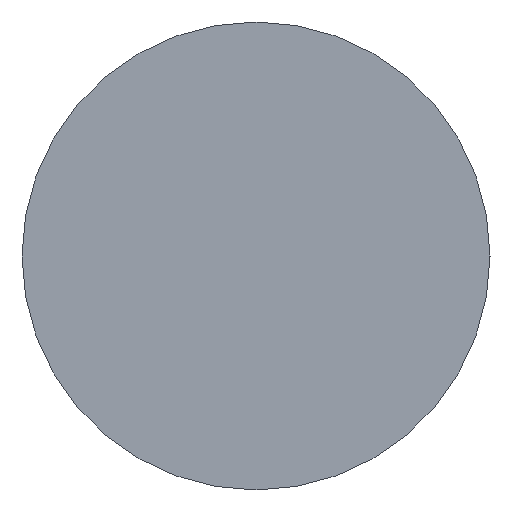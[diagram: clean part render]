
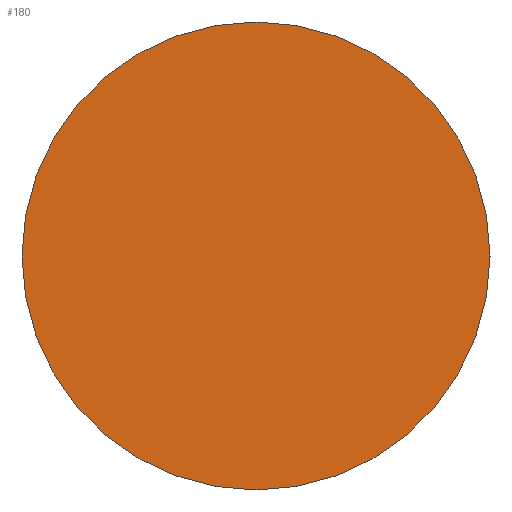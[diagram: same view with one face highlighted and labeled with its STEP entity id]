
A CAD part, left-side view. The second image highlights one B-rep face of the part: STEP entity #180.
In plain terms, the highlighted planar face has unit normal (-1, 0, 0).
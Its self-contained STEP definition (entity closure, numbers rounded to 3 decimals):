
#18 = CARTESIAN_POINT ( 'NONE',  ( 0., 0., 0. ) ) ;
#29 = CARTESIAN_POINT ( 'NONE',  ( 0., 0., 0. ) ) ;
#47 = CARTESIAN_POINT ( 'NONE',  ( 0., 0., 0. ) ) ;
#55 = CIRCLE ( 'NONE', #257, 15. ) ;
#77 = CARTESIAN_POINT ( 'NONE',  ( 0., 0., 15. ) ) ;
#98 = DIRECTION ( 'NONE',  ( -1., 0., 0. ) ) ;
#111 = AXIS2_PLACEMENT_3D ( 'NONE', #18, #98, #277 ) ;
#113 = EDGE_CURVE ( 'NONE', #297, #145, #134, .T. ) ;
#134 = CIRCLE ( 'NONE', #111, 15. ) ;
#145 = VERTEX_POINT ( 'NONE', #334 ) ;
#155 = DIRECTION ( 'NONE',  ( 0., 0., -1. ) ) ;
#180 = ADVANCED_FACE ( 'NONE', ( #224 ), #251, .F. ) ;
#206 = EDGE_LOOP ( 'NONE', ( #321, #240 ) ) ;
#214 = AXIS2_PLACEMENT_3D ( 'NONE', #47, #226, #155 ) ;
#224 = FACE_OUTER_BOUND ( 'NONE', #206, .T. ) ;
#226 = DIRECTION ( 'NONE',  ( 1., 0., 0. ) ) ;
#235 = DIRECTION ( 'NONE',  ( 0., 0., 1. ) ) ;
#240 = ORIENTED_EDGE ( 'NONE', *, *, #289, .T. ) ;
#251 = PLANE ( 'NONE',  #214 ) ;
#257 = AXIS2_PLACEMENT_3D ( 'NONE', #29, #310, #235 ) ;
#277 = DIRECTION ( 'NONE',  ( 0., 0., 1. ) ) ;
#289 = EDGE_CURVE ( 'NONE', #145, #297, #55, .T. ) ;
#297 = VERTEX_POINT ( 'NONE', #77 ) ;
#310 = DIRECTION ( 'NONE',  ( -1., 0., 0. ) ) ;
#321 = ORIENTED_EDGE ( 'NONE', *, *, #113, .T. ) ;
#334 = CARTESIAN_POINT ( 'NONE',  ( 0., 0., -15. ) ) ;
